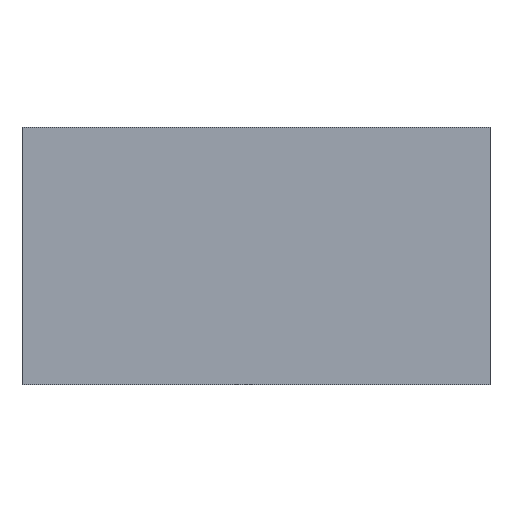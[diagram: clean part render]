
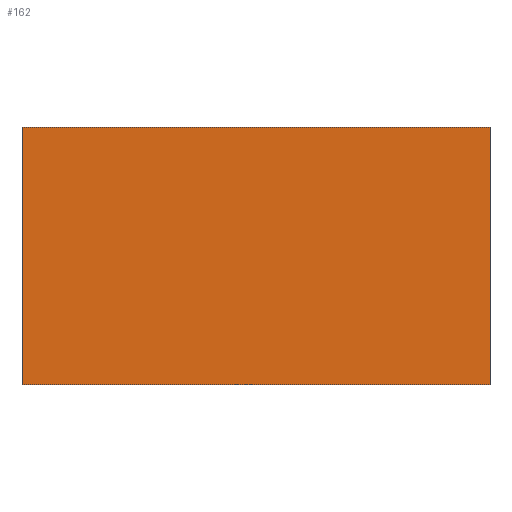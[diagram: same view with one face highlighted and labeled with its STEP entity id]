
A CAD part, front view. The second image highlights one B-rep face of the part: STEP entity #162.
In plain terms, the highlighted planar face has unit normal (0, -1, 0).
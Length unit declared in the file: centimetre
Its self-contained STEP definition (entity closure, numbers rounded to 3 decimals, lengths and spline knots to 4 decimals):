
#20=PLANE('',#196);
#30=FACE_OUTER_BOUND('',#40,.T.);
#40=EDGE_LOOP('',(#145,#146,#147,#148));
#54=LINE('',#272,#70);
#57=LINE('',#277,#73);
#59=LINE('',#282,#75);
#60=LINE('',#284,#76);
#70=VECTOR('',#226,1.);
#73=VECTOR('',#231,1.);
#75=VECTOR('',#237,1.);
#76=VECTOR('',#240,1.);
#85=VERTEX_POINT('',#269);
#86=VERTEX_POINT('',#271);
#87=VERTEX_POINT('',#275);
#88=VERTEX_POINT('',#280);
#102=EDGE_CURVE('',#85,#86,#54,.T.);
#105=EDGE_CURVE('',#87,#85,#57,.T.);
#107=EDGE_CURVE('',#88,#87,#59,.T.);
#108=EDGE_CURVE('',#86,#88,#60,.T.);
#145=ORIENTED_EDGE('',*,*,#102,.F.);
#146=ORIENTED_EDGE('',*,*,#105,.F.);
#147=ORIENTED_EDGE('',*,*,#107,.F.);
#148=ORIENTED_EDGE('',*,*,#108,.F.);
#162=ADVANCED_FACE('',(#30),#20,.F.);
#196=AXIS2_PLACEMENT_3D('',#285,#241,#242);
#226=DIRECTION('',(0.,0.,1.));
#231=DIRECTION('',(-1.,0.,0.));
#237=DIRECTION('',(0.,0.,-1.));
#240=DIRECTION('',(1.,0.,0.));
#241=DIRECTION('center_axis',(0.,1.,0.));
#242=DIRECTION('ref_axis',(0.,0.,1.));
#269=CARTESIAN_POINT('',(0.,0.,-11.));
#271=CARTESIAN_POINT('',(0.,0.,0.));
#272=CARTESIAN_POINT('',(0.,0.,-11.));
#275=CARTESIAN_POINT('',(20.,0.,-11.));
#277=CARTESIAN_POINT('',(20.,0.,-11.));
#280=CARTESIAN_POINT('',(20.,0.,0.));
#282=CARTESIAN_POINT('',(20.,0.,0.));
#284=CARTESIAN_POINT('',(0.,0.,0.));
#285=CARTESIAN_POINT('Origin',(10.,0.,-5.5));
